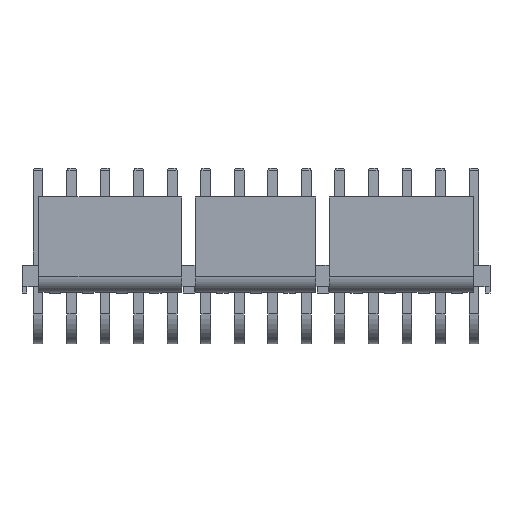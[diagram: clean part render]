
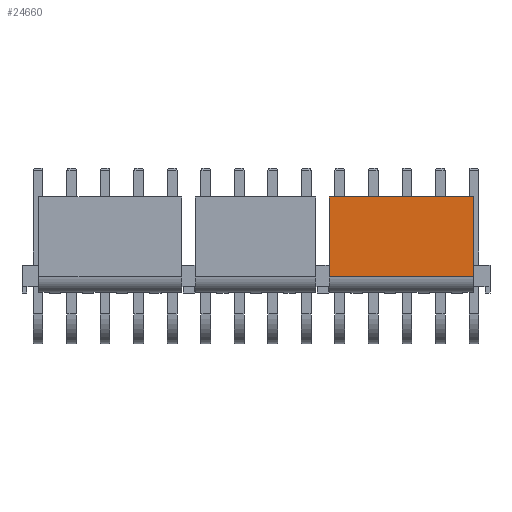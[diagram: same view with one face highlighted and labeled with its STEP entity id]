
A CAD part, top view. The second image highlights one B-rep face of the part: STEP entity #24660.
In plain terms, the highlighted planar face has unit normal (0, 0, 1).
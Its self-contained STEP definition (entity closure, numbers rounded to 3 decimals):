
#3256 = PLANE('',#3257);
#3257 = AXIS2_PLACEMENT_3D('',#3258,#3259,#3260);
#3258 = CARTESIAN_POINT('',(51.405,19.345,10.01));
#3259 = DIRECTION('',(-1.,0.,0.));
#3260 = DIRECTION('',(0.,-1.,0.));
#3758 = PLANE('',#3759);
#3759 = AXIS2_PLACEMENT_3D('',#3760,#3761,#3762);
#3760 = CARTESIAN_POINT('',(34.377,4.715,10.01));
#3761 = DIRECTION('',(1.,0.,0.));
#3762 = DIRECTION('',(0.,1.,0.));
#13074 = EDGE_CURVE('',#13075,#13077,#13079,.T.);
#13075 = VERTEX_POINT('',#13076);
#13076 = CARTESIAN_POINT('',(34.377,7.32,10.01));
#13077 = VERTEX_POINT('',#13078);
#13078 = CARTESIAN_POINT('',(34.377,16.74,10.01));
#13079 = SURFACE_CURVE('',#13080,(#13084,#13091),.PCURVE_S1.);
#13080 = LINE('',#13081,#13082);
#13081 = CARTESIAN_POINT('',(34.377,4.715,10.01));
#13082 = VECTOR('',#13083,1.);
#13083 = DIRECTION('',(0.,1.,0.));
#13084 = PCURVE('',#3758,#13085);
#13085 = DEFINITIONAL_REPRESENTATION('',(#13086),#13090);
#13086 = LINE('',#13087,#13088);
#13087 = CARTESIAN_POINT('',(0.,0.));
#13088 = VECTOR('',#13089,1.);
#13089 = DIRECTION('',(1.,0.));
#13090 = ( GEOMETRIC_REPRESENTATION_CONTEXT(2)
PARAMETRIC_REPRESENTATION_CONTEXT() REPRESENTATION_CONTEXT('2D SPACE',''
) );
#13091 = PCURVE('',#13092,#13097);
#13092 = PLANE('',#13093);
#13093 = AXIS2_PLACEMENT_3D('',#13094,#13095,#13096);
#13094 = CARTESIAN_POINT('',(53.385,16.74,10.01));
#13095 = DIRECTION('',(0.,0.,1.));
#13096 = DIRECTION('',(0.,-1.,0.));
#13097 = DEFINITIONAL_REPRESENTATION('',(#13098),#13102);
#13098 = LINE('',#13099,#13100);
#13099 = CARTESIAN_POINT('',(12.025,-19.008));
#13100 = VECTOR('',#13101,1.);
#13101 = DIRECTION('',(-1.,0.));
#13102 = ( GEOMETRIC_REPRESENTATION_CONTEXT(2)
PARAMETRIC_REPRESENTATION_CONTEXT() REPRESENTATION_CONTEXT('2D SPACE',''
) );
#13121 = CYLINDRICAL_SURFACE('',#13122,1.948);
#13122 = AXIS2_PLACEMENT_3D('',#13123,#13124,#13125);
#13123 = CARTESIAN_POINT('',(53.385,7.357,8.063));
#13124 = DIRECTION('',(1.,0.,0.));
#13125 = DIRECTION('',(0.,-0.019,
1.));
#13353 = PLANE('',#13354);
#13354 = AXIS2_PLACEMENT_3D('',#13355,#13356,#13357);
#13355 = CARTESIAN_POINT('',(53.385,16.74,9.24));
#13356 = DIRECTION('',(0.,1.,0.));
#13357 = DIRECTION('',(0.,0.,1.));
#14028 = EDGE_CURVE('',#14029,#14031,#14033,.T.);
#14029 = VERTEX_POINT('',#14030);
#14030 = CARTESIAN_POINT('',(51.405,16.74,10.01));
#14031 = VERTEX_POINT('',#14032);
#14032 = CARTESIAN_POINT('',(51.405,7.32,10.01));
#14033 = SURFACE_CURVE('',#14034,(#14038,#14045),.PCURVE_S1.);
#14034 = LINE('',#14035,#14036);
#14035 = CARTESIAN_POINT('',(51.405,19.345,10.01));
#14036 = VECTOR('',#14037,1.);
#14037 = DIRECTION('',(0.,-1.,0.));
#14038 = PCURVE('',#3256,#14039);
#14039 = DEFINITIONAL_REPRESENTATION('',(#14040),#14044);
#14040 = LINE('',#14041,#14042);
#14041 = CARTESIAN_POINT('',(0.,0.));
#14042 = VECTOR('',#14043,1.);
#14043 = DIRECTION('',(1.,0.));
#14044 = ( GEOMETRIC_REPRESENTATION_CONTEXT(2)
PARAMETRIC_REPRESENTATION_CONTEXT() REPRESENTATION_CONTEXT('2D SPACE',''
) );
#14045 = PCURVE('',#13092,#14046);
#14046 = DEFINITIONAL_REPRESENTATION('',(#14047),#14051);
#14047 = LINE('',#14048,#14049);
#14048 = CARTESIAN_POINT('',(-2.605,-1.98));
#14049 = VECTOR('',#14050,1.);
#14050 = DIRECTION('',(1.,0.));
#14051 = ( GEOMETRIC_REPRESENTATION_CONTEXT(2)
PARAMETRIC_REPRESENTATION_CONTEXT() REPRESENTATION_CONTEXT('2D SPACE',''
) );
#24660 = ADVANCED_FACE('',(#24661),#13092,.T.);
#24661 = FACE_BOUND('',#24662,.T.);
#24662 = EDGE_LOOP('',(#24663,#24664,#24685,#24686));
#24663 = ORIENTED_EDGE('',*,*,#14028,.F.);
#24664 = ORIENTED_EDGE('',*,*,#24665,.T.);
#24665 = EDGE_CURVE('',#14029,#13077,#24666,.T.);
#24666 = SURFACE_CURVE('',#24667,(#24671,#24678),.PCURVE_S1.);
#24667 = LINE('',#24668,#24669);
#24668 = CARTESIAN_POINT('',(53.385,16.74,10.01));
#24669 = VECTOR('',#24670,1.);
#24670 = DIRECTION('',(-1.,0.,0.));
#24671 = PCURVE('',#13092,#24672);
#24672 = DEFINITIONAL_REPRESENTATION('',(#24673),#24677);
#24673 = LINE('',#24674,#24675);
#24674 = CARTESIAN_POINT('',(0.,0.));
#24675 = VECTOR('',#24676,1.);
#24676 = DIRECTION('',(0.,-1.));
#24677 = ( GEOMETRIC_REPRESENTATION_CONTEXT(2)
PARAMETRIC_REPRESENTATION_CONTEXT() REPRESENTATION_CONTEXT('2D SPACE',''
) );
#24678 = PCURVE('',#13353,#24679);
#24679 = DEFINITIONAL_REPRESENTATION('',(#24680),#24684);
#24680 = LINE('',#24681,#24682);
#24681 = CARTESIAN_POINT('',(0.77,0.));
#24682 = VECTOR('',#24683,1.);
#24683 = DIRECTION('',(0.,-1.));
#24684 = ( GEOMETRIC_REPRESENTATION_CONTEXT(2)
PARAMETRIC_REPRESENTATION_CONTEXT() REPRESENTATION_CONTEXT('2D SPACE',''
) );
#24685 = ORIENTED_EDGE('',*,*,#13074,.F.);
#24686 = ORIENTED_EDGE('',*,*,#24687,.F.);
#24687 = EDGE_CURVE('',#14031,#13075,#24688,.T.);
#24688 = SURFACE_CURVE('',#24689,(#24693,#24700),.PCURVE_S1.);
#24689 = LINE('',#24690,#24691);
#24690 = CARTESIAN_POINT('',(53.385,7.32,10.01));
#24691 = VECTOR('',#24692,1.);
#24692 = DIRECTION('',(-1.,0.,0.));
#24693 = PCURVE('',#13092,#24694);
#24694 = DEFINITIONAL_REPRESENTATION('',(#24695),#24699);
#24695 = LINE('',#24696,#24697);
#24696 = CARTESIAN_POINT('',(9.42,0.));
#24697 = VECTOR('',#24698,1.);
#24698 = DIRECTION('',(0.,-1.));
#24699 = ( GEOMETRIC_REPRESENTATION_CONTEXT(2)
PARAMETRIC_REPRESENTATION_CONTEXT() REPRESENTATION_CONTEXT('2D SPACE',''
) );
#24700 = PCURVE('',#13121,#24701);
#24701 = DEFINITIONAL_REPRESENTATION('',(#24702),#24706);
#24702 = LINE('',#24703,#24704);
#24703 = CARTESIAN_POINT('',(0.,0.));
#24704 = VECTOR('',#24705,1.);
#24705 = DIRECTION('',(0.,-1.));
#24706 = ( GEOMETRIC_REPRESENTATION_CONTEXT(2)
PARAMETRIC_REPRESENTATION_CONTEXT() REPRESENTATION_CONTEXT('2D SPACE',''
) );
